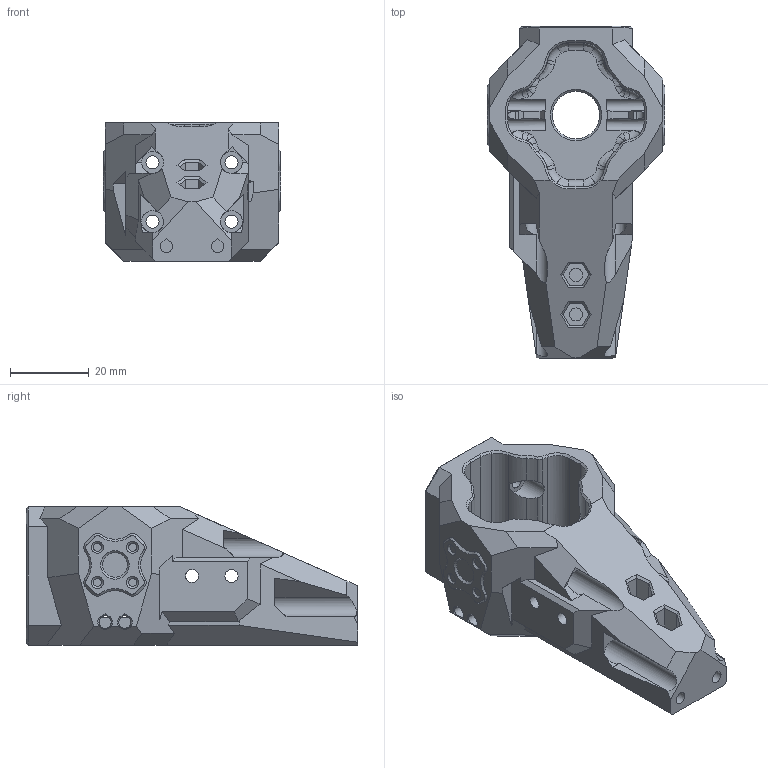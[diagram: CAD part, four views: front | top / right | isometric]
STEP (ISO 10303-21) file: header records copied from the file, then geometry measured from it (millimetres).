
FILE_DESCRIPTION(/* description */ (''),/* implementation_level */ '2;1');
FILE_NAME(/* name */ 'BedArmBack_3.1_WS8.step',/* time_stamp */ '2023-02-21T23:26:06-05:00',/* author */ (''),/* organization */ (''),/* preprocessor_version */ 'ST-DEVELOPER v19.2',/* originating_system */ 'Autodesk Translation Framework v11.17.0.187',/* authorisation */ '');
FILE_SCHEMA (('AUTOMOTIVE_DESIGN { 1 0 10303 214 3 1 1 }'));
Length unit declared in the file: millimetre
Products named in the file (1): BedArmBack_3.1_WS8
Bounding box: 45 x 84 x 35 mm (x, y, z)
Volume: 46289.5 mm3; surface area: 18899.4 mm2
Topology: 1 solids, 1 shells, 417 faces, 1146 edges, 730 vertices
Faces by surface type: plane 236, cone 68, cylinder 59, bspline 38, torus 16
Full cylindrical faces by diameter (mm): 3.3 x8, 5.6 x4, 12 x1
Entity records: 15978 total; most frequent: CARTESIAN_POINT 5475, ORIENTED_EDGE 2292, DIRECTION 2040, EDGE_CURVE 1146, VERTEX_POINT 730, LINE 716, VECTOR 716, AXIS2_PLACEMENT_3D 662
